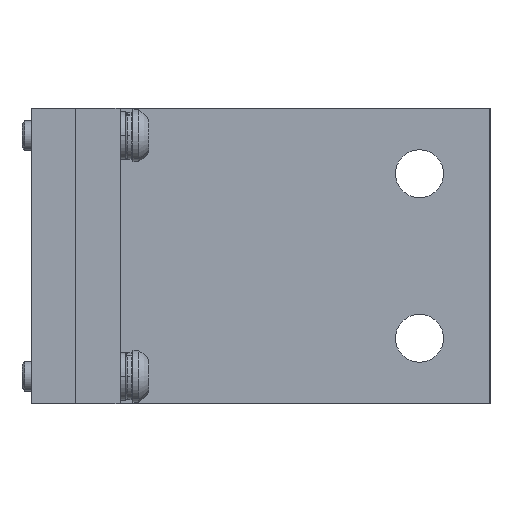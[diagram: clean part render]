
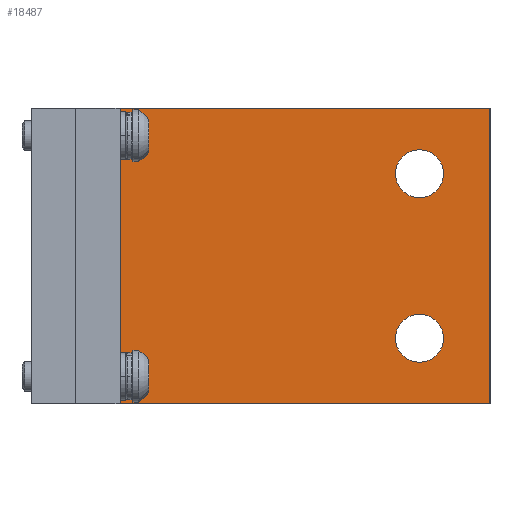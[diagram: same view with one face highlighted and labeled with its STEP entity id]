
A CAD part, left-side view. The second image highlights one B-rep face of the part: STEP entity #18487.
In plain terms, the highlighted planar face has unit normal (-1, 0, 0).
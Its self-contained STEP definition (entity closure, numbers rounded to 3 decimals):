
#18341=AXIS2_PLACEMENT_3D('Circle Axis2P3D',#18339,#18340,$) ;
#18376=AXIS2_PLACEMENT_3D('Circle Axis2P3D',#18374,#18375,$) ;
#18398=AXIS2_PLACEMENT_3D('Circle Axis2P3D',#18396,#18397,$) ;
#18433=AXIS2_PLACEMENT_3D('Circle Axis2P3D',#18431,#18432,$) ;
#18471=AXIS2_PLACEMENT_3D('Plane Axis2P3D',#18468,#18469,#18470) ;
#18221=CARTESIAN_POINT('Vertex',(-340.225,-9.,51.)) ;
#18235=CARTESIAN_POINT('Vertex',(-340.225,-114.,51.)) ;
#18238=CARTESIAN_POINT('Line Origine',(-340.225,-61.5,51.)) ;
#18266=CARTESIAN_POINT('Vertex',(-340.225,-114.,131.)) ;
#18269=CARTESIAN_POINT('Line Origine',(-340.225,-114.,91.)) ;
#18297=CARTESIAN_POINT('Vertex',(-340.225,-9.,131.)) ;
#18300=CARTESIAN_POINT('Line Origine',(-340.225,-61.5,131.)) ;
#18322=CARTESIAN_POINT('Line Origine',(-340.225,-9.,91.)) ;
#18339=CARTESIAN_POINT('Axis2P3D Location',(-340.225,-94.95,113.225)) ;
#18343=CARTESIAN_POINT('Vertex',(-340.225,-88.45,113.225)) ;
#18345=CARTESIAN_POINT('Vertex',(-340.225,-101.45,113.225)) ;
#18374=CARTESIAN_POINT('Axis2P3D Location',(-340.225,-94.95,113.225)) ;
#18396=CARTESIAN_POINT('Axis2P3D Location',(-340.225,-94.95,68.775)) ;
#18400=CARTESIAN_POINT('Vertex',(-340.225,-88.45,68.775)) ;
#18402=CARTESIAN_POINT('Vertex',(-340.225,-101.45,68.775)) ;
#18431=CARTESIAN_POINT('Axis2P3D Location',(-340.225,-94.95,68.775)) ;
#18468=CARTESIAN_POINT('Axis2P3D Location',(-340.225,-9.,51.)) ;
#18239=DIRECTION('Vector Direction',(0.,-1.,0.)) ;
#18270=DIRECTION('Vector Direction',(0.,0.,1.)) ;
#18301=DIRECTION('Vector Direction',(0.,1.,0.)) ;
#18323=DIRECTION('Vector Direction',(0.,0.,-1.)) ;
#18340=DIRECTION('Axis2P3D Direction',(-1.,0.,0.)) ;
#18375=DIRECTION('Axis2P3D Direction',(-1.,0.,0.)) ;
#18397=DIRECTION('Axis2P3D Direction',(-1.,0.,0.)) ;
#18432=DIRECTION('Axis2P3D Direction',(-1.,0.,0.)) ;
#18469=DIRECTION('Axis2P3D Direction',(-1.,0.,0.)) ;
#18470=DIRECTION('Axis2P3D XDirection',(0.,-1.,0.)) ;
#18240=VECTOR('Line Direction',#18239,1.) ;
#18271=VECTOR('Line Direction',#18270,1.) ;
#18302=VECTOR('Line Direction',#18301,1.) ;
#18324=VECTOR('Line Direction',#18323,1.) ;
#18474=ORIENTED_EDGE('',*,*,#18242,.T.) ;
#18475=ORIENTED_EDGE('',*,*,#18273,.T.) ;
#18476=ORIENTED_EDGE('',*,*,#18304,.T.) ;
#18477=ORIENTED_EDGE('',*,*,#18326,.T.) ;
#18480=ORIENTED_EDGE('',*,*,#18347,.F.) ;
#18481=ORIENTED_EDGE('',*,*,#18378,.F.) ;
#18484=ORIENTED_EDGE('',*,*,#18404,.F.) ;
#18485=ORIENTED_EDGE('',*,*,#18435,.F.) ;
#18482=FACE_BOUND('',#18479,.T.) ;
#18486=FACE_BOUND('',#18483,.T.) ;
#18487=ADVANCED_FACE('RB7381801_1PD_001_01_TERMINAL_ASSEMBLY_E4_2_UL.4\\RB7383001_1PA_001_00_PLATE.4\\PartBody',(#18478,#18482,#18486),#18472,.T.) ;
#18342=CIRCLE('generated circle',#18341,6.5) ;
#18377=CIRCLE('generated circle',#18376,6.5) ;
#18399=CIRCLE('generated circle',#18398,6.5) ;
#18434=CIRCLE('generated circle',#18433,6.5) ;
#18242=EDGE_CURVE('',#18222,#18236,#18241,.T.) ;
#18273=EDGE_CURVE('',#18236,#18267,#18272,.T.) ;
#18304=EDGE_CURVE('',#18267,#18298,#18303,.T.) ;
#18326=EDGE_CURVE('',#18298,#18222,#18325,.T.) ;
#18347=EDGE_CURVE('',#18344,#18346,#18342,.T.) ;
#18378=EDGE_CURVE('',#18346,#18344,#18377,.T.) ;
#18404=EDGE_CURVE('',#18401,#18403,#18399,.T.) ;
#18435=EDGE_CURVE('',#18403,#18401,#18434,.T.) ;
#18473=EDGE_LOOP('',(#18474,#18475,#18476,#18477)) ;
#18479=EDGE_LOOP('',(#18480,#18481)) ;
#18483=EDGE_LOOP('',(#18484,#18485)) ;
#18478=FACE_OUTER_BOUND('',#18473,.T.) ;
#18241=LINE('Line',#18238,#18240) ;
#18272=LINE('Line',#18269,#18271) ;
#18303=LINE('Line',#18300,#18302) ;
#18325=LINE('Line',#18322,#18324) ;
#18472=PLANE('',#18471) ;
#18222=VERTEX_POINT('',#18221) ;
#18236=VERTEX_POINT('',#18235) ;
#18267=VERTEX_POINT('',#18266) ;
#18298=VERTEX_POINT('',#18297) ;
#18344=VERTEX_POINT('',#18343) ;
#18346=VERTEX_POINT('',#18345) ;
#18401=VERTEX_POINT('',#18400) ;
#18403=VERTEX_POINT('',#18402) ;
